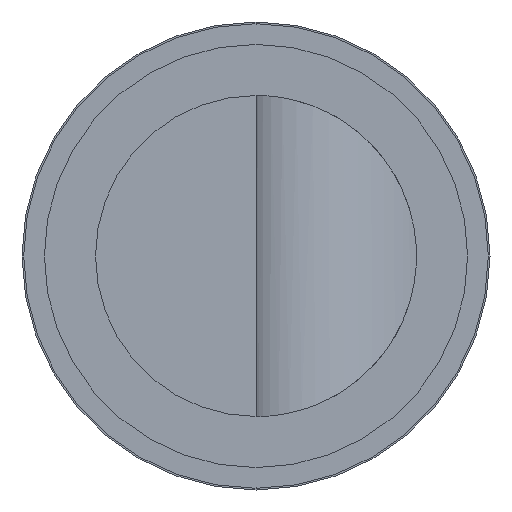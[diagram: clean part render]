
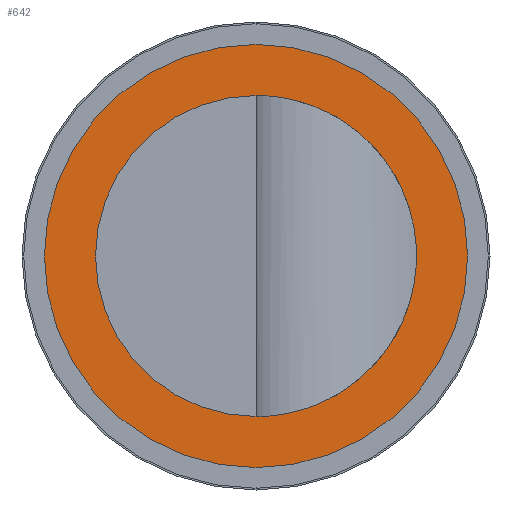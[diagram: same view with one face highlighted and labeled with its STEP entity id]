
A CAD part, front view. The second image highlights one B-rep face of the part: STEP entity #642.
In plain terms, the highlighted planar face has unit normal (0, -1, 0).
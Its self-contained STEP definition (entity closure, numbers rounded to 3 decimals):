
#7 = VERTEX_POINT ( 'NONE', #634 ) ;
#17 = EDGE_CURVE ( 'NONE', #7, #728, #344, .T. ) ;
#27 = VERTEX_POINT ( 'NONE', #224 ) ;
#91 = DIRECTION ( 'NONE',  ( 0., 0., -1. ) ) ;
#160 = DIRECTION ( 'NONE',  ( 0., 0., -1. ) ) ;
#195 = FACE_BOUND ( 'NONE', #257, .T. ) ;
#219 = CARTESIAN_POINT ( 'NONE',  ( 0., -6.1, 0.501 ) ) ;
#224 = CARTESIAN_POINT ( 'NONE',  ( 0., -6.1, -0.501 ) ) ;
#257 = EDGE_LOOP ( 'NONE', ( #677, #748 ) ) ;
#313 = AXIS2_PLACEMENT_3D ( 'NONE', #874, #876, #160 ) ;
#344 = CIRCLE ( 'NONE', #733, 0.38 ) ;
#366 = DIRECTION ( 'NONE',  ( 0., 0., -1. ) ) ;
#374 = DIRECTION ( 'NONE',  ( 0., -1., 0. ) ) ;
#400 = EDGE_CURVE ( 'NONE', #411, #27, #813, .T. ) ;
#411 = VERTEX_POINT ( 'NONE', #219 ) ;
#431 = DIRECTION ( 'NONE',  ( 0., 0., -1. ) ) ;
#437 = DIRECTION ( 'NONE',  ( 0., -1., 0. ) ) ;
#447 = EDGE_CURVE ( 'NONE', #728, #7, #539, .T. ) ;
#454 = FACE_OUTER_BOUND ( 'NONE', #840, .T. ) ;
#464 = EDGE_CURVE ( 'NONE', #27, #411, #665, .T. ) ;
#498 = ORIENTED_EDGE ( 'NONE', *, *, #464, .T. ) ;
#503 = AXIS2_PLACEMENT_3D ( 'NONE', #659, #374, #91 ) ;
#529 = DIRECTION ( 'NONE',  ( 0., 0., 1. ) ) ;
#539 = CIRCLE ( 'NONE', #313, 0.38 ) ;
#549 = CARTESIAN_POINT ( 'NONE',  ( 0., -6.1, -0.38 ) ) ;
#603 = DIRECTION ( 'NONE',  ( 0., 1., 0. ) ) ;
#634 = CARTESIAN_POINT ( 'NONE',  ( 0., -6.1, 0.38 ) ) ;
#642 = ADVANCED_FACE ( 'NONE', ( #195, #454 ), #877, .F. ) ;
#648 = CARTESIAN_POINT ( 'NONE',  ( 0., -6.1, 0. ) ) ;
#649 = DIRECTION ( 'NONE',  ( 0., -1., 0. ) ) ;
#651 = CARTESIAN_POINT ( 'NONE',  ( 0., -6.1, 0. ) ) ;
#653 = AXIS2_PLACEMENT_3D ( 'NONE', #651, #649, #366 ) ;
#659 = CARTESIAN_POINT ( 'NONE',  ( 0., -6.1, 0. ) ) ;
#665 = CIRCLE ( 'NONE', #503, 0.501 ) ;
#677 = ORIENTED_EDGE ( 'NONE', *, *, #447, .F. ) ;
#728 = VERTEX_POINT ( 'NONE', #549 ) ;
#733 = AXIS2_PLACEMENT_3D ( 'NONE', #648, #437, #431 ) ;
#742 = CARTESIAN_POINT ( 'NONE',  ( -0.501, -6.1, 0. ) ) ;
#748 = ORIENTED_EDGE ( 'NONE', *, *, #17, .F. ) ;
#805 = ORIENTED_EDGE ( 'NONE', *, *, #400, .T. ) ;
#813 = CIRCLE ( 'NONE', #653, 0.501 ) ;
#836 = AXIS2_PLACEMENT_3D ( 'NONE', #742, #603, #529 ) ;
#840 = EDGE_LOOP ( 'NONE', ( #498, #805 ) ) ;
#874 = CARTESIAN_POINT ( 'NONE',  ( 0., -6.1, 0. ) ) ;
#876 = DIRECTION ( 'NONE',  ( 0., -1., 0. ) ) ;
#877 = PLANE ( 'NONE',  #836 ) ;
